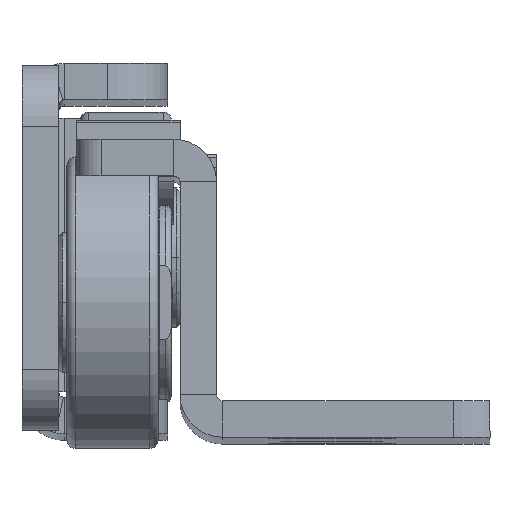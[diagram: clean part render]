
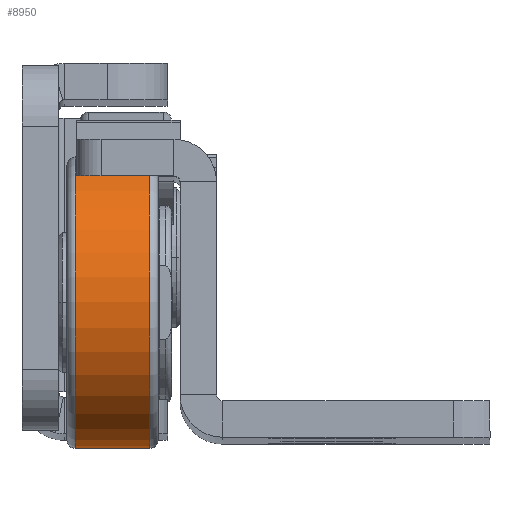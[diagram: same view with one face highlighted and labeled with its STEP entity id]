
A CAD part, top view. The second image highlights one B-rep face of the part: STEP entity #8950.
In plain terms, the highlighted cylindrical face has radius 12 mm (diameter 24 mm), a partial arc.
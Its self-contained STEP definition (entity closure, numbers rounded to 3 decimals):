
#551 = EDGE_CURVE ( 'NONE', #12600, #9586, #1508, .T. ) ;
#1508 = CIRCLE ( 'NONE', #13163, 12. ) ;
#1520 = ORIENTED_EDGE ( 'NONE', *, *, #1814, .T. ) ;
#1710 = VERTEX_POINT ( 'NONE', #5114 ) ;
#1712 = CIRCLE ( 'NONE', #9009, 12. ) ;
#1814 = EDGE_CURVE ( 'NONE', #9586, #10455, #11872, .T. ) ;
#2008 = LINE ( 'NONE', #9079, #5379 ) ;
#3100 = CYLINDRICAL_SURFACE ( 'NONE', #6608, 12. ) ;
#3599 = DIRECTION ( 'NONE',  ( 0., -1., 0. ) ) ;
#3823 = CARTESIAN_POINT ( 'NONE',  ( -3.75, -12., 0. ) ) ;
#4916 = DIRECTION ( 'NONE',  ( 0., 1., 0. ) ) ;
#5114 = CARTESIAN_POINT ( 'NONE',  ( -3.05, 12., 0. ) ) ;
#5379 = VECTOR ( 'NONE', #6659, 1000. ) ;
#6589 = CARTESIAN_POINT ( 'NONE',  ( 3.05, 12., 0. ) ) ;
#6608 = AXIS2_PLACEMENT_3D ( 'NONE', #13658, #12353, #14718 ) ;
#6659 = DIRECTION ( 'NONE',  ( -1., 0., 0. ) ) ;
#6801 = CARTESIAN_POINT ( 'NONE',  ( 3.05, 0., 0. ) ) ;
#8068 = EDGE_CURVE ( 'NONE', #10455, #1710, #1712, .T. ) ;
#8215 = EDGE_CURVE ( 'NONE', #12600, #1710, #2008, .T. ) ;
#8950 = ADVANCED_FACE ( 'NONE', ( #9019 ), #3100, .T. ) ;
#9009 = AXIS2_PLACEMENT_3D ( 'NONE', #10612, #9465, #4916 ) ;
#9019 = FACE_OUTER_BOUND ( 'NONE', #9947, .T. ) ;
#9079 = CARTESIAN_POINT ( 'NONE',  ( -3.75, 12., 0. ) ) ;
#9381 = DIRECTION ( 'NONE',  ( -1., 0., 0. ) ) ;
#9465 = DIRECTION ( 'NONE',  ( 1., 0., 0. ) ) ;
#9586 = VERTEX_POINT ( 'NONE', #13149 ) ;
#9947 = EDGE_LOOP ( 'NONE', ( #14553, #14824, #1520, #14155 ) ) ;
#10455 = VERTEX_POINT ( 'NONE', #12403 ) ;
#10487 = VECTOR ( 'NONE', #9381, 1000. ) ;
#10612 = CARTESIAN_POINT ( 'NONE',  ( -3.05, 0., 0. ) ) ;
#11533 = DIRECTION ( 'NONE',  ( -1., 0., 0. ) ) ;
#11872 = LINE ( 'NONE', #3823, #10487 ) ;
#12353 = DIRECTION ( 'NONE',  ( -1., 0., 0. ) ) ;
#12403 = CARTESIAN_POINT ( 'NONE',  ( -3.05, -12., 0. ) ) ;
#12600 = VERTEX_POINT ( 'NONE', #6589 ) ;
#13149 = CARTESIAN_POINT ( 'NONE',  ( 3.05, -12., 0. ) ) ;
#13163 = AXIS2_PLACEMENT_3D ( 'NONE', #6801, #11533, #3599 ) ;
#13658 = CARTESIAN_POINT ( 'NONE',  ( -3.75, 0., 0. ) ) ;
#14155 = ORIENTED_EDGE ( 'NONE', *, *, #8068, .T. ) ;
#14553 = ORIENTED_EDGE ( 'NONE', *, *, #8215, .F. ) ;
#14718 = DIRECTION ( 'NONE',  ( 0., -1., 0. ) ) ;
#14824 = ORIENTED_EDGE ( 'NONE', *, *, #551, .T. ) ;
